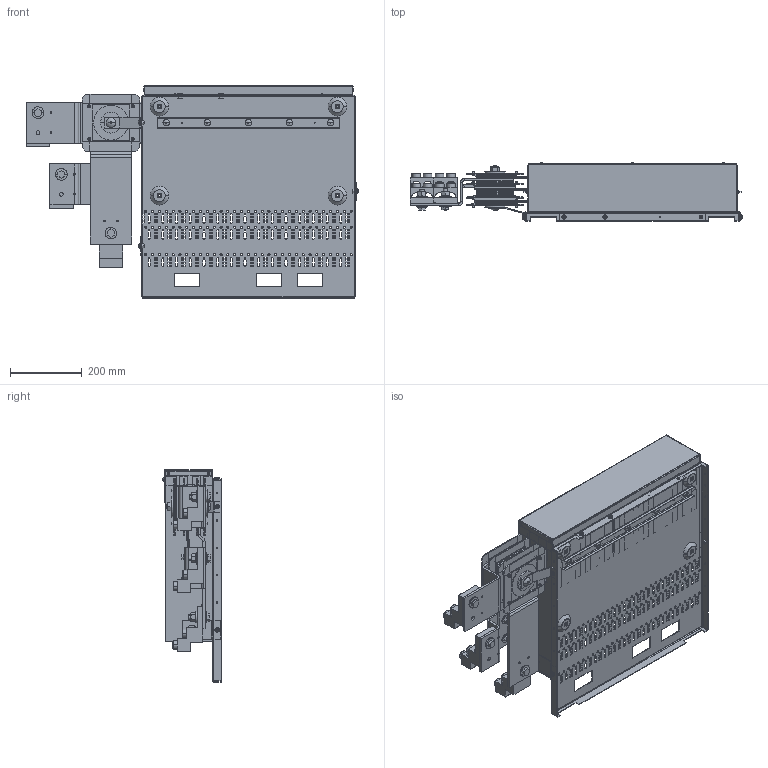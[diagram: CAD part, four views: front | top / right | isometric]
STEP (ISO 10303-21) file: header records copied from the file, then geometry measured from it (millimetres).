
FILE_DESCRIPTION((''),'2;1');
FILE_NAME('HMA225SLX-01','2018-01-17T',('SESA441333'),('Schneider-Electric'),'PRO/ENGINEER BY PARAMETRIC TECHNOLOGY CORPORATION, 2015440','PRO/ENGINEER BY PARAMETRIC TECHNOLOGY CORPORATION, 2015440','');
FILE_SCHEMA(('CONFIG_CONTROL_DESIGN'));
Products named in the file (1): HMA225SLX-01
Bounding box: 924 x 161.93 x 590.98 mm (x, y, z)
Surface area: 3168608.5 mm2 (no closed solid volume)
Topology: 0 solids, 153 shells, 3160 faces, 11867 edges, 8716 vertices
Faces by surface type: plane 2098, cylinder 755, cone 196, bspline 58, sphere 29, torus 24
Entity records: 136867 total; most frequent: CARTESIAN_POINT 35953, DIRECTION 20028, ORIENTED_EDGE 19508, EDGE_CURVE 11848, VERTEX_POINT 8716, VECTOR 8456, LINE 8456, AXIS2_PLACEMENT_3D 5786
